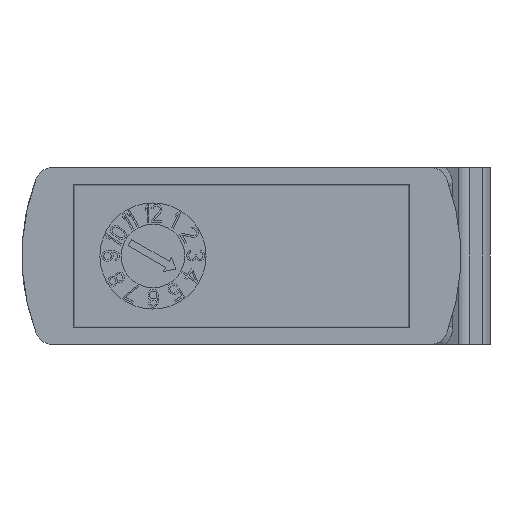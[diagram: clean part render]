
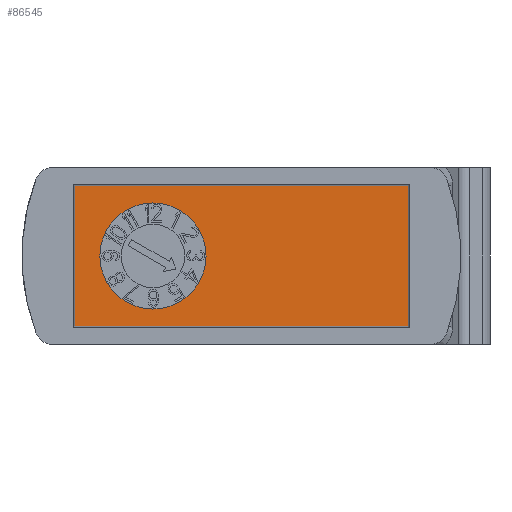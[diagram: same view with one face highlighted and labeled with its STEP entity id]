
A CAD part, front view. The second image highlights one B-rep face of the part: STEP entity #86545.
In plain terms, the highlighted planar face has unit normal (0, -1, 0).
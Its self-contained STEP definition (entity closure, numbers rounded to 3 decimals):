
#30853=DIRECTION('',(0.,0.,-1.));
#30854=VECTOR('',#30853,7.95);
#30855=CARTESIAN_POINT('',(-9.425,0.8,3.975));
#30856=LINE('',#30855,#30854);
#30857=DIRECTION('',(-1.,0.,0.));
#30858=VECTOR('',#30857,18.85);
#30859=CARTESIAN_POINT('',(9.425,0.8,3.975));
#30860=LINE('',#30859,#30858);
#30861=DIRECTION('',(0.,0.,-1.));
#30862=VECTOR('',#30861,7.95);
#30863=CARTESIAN_POINT('',(9.425,0.8,3.975));
#30864=LINE('',#30863,#30862);
#30865=DIRECTION('',(-1.,0.,0.));
#30866=VECTOR('',#30865,18.85);
#30867=CARTESIAN_POINT('',(9.425,0.8,-3.975));
#30868=LINE('',#30867,#30866);
#30869=CARTESIAN_POINT('',(-5.,0.8,0.));
#30870=DIRECTION('',(0.,1.,0.));
#30871=DIRECTION('',(-1.,0.,0.));
#30872=AXIS2_PLACEMENT_3D('',#30869,#30870,#30871);
#30874=CARTESIAN_POINT('',(-5.,0.8,0.));
#30875=DIRECTION('',(0.,1.,0.));
#30876=DIRECTION('',(1.,0.,0.));
#30877=AXIS2_PLACEMENT_3D('',#30874,#30875,#30876);
#36509=CARTESIAN_POINT('',(-9.425,0.8,3.975));
#36510=CARTESIAN_POINT('',(-9.425,0.8,-3.975));
#36511=VERTEX_POINT('',#36509);
#36512=VERTEX_POINT('',#36510);
#36513=CARTESIAN_POINT('',(9.425,0.8,3.975));
#36514=CARTESIAN_POINT('',(9.425,0.8,-3.975));
#36515=VERTEX_POINT('',#36513);
#36516=VERTEX_POINT('',#36514);
#36521=CARTESIAN_POINT('',(-8.,0.8,0.));
#36522=CARTESIAN_POINT('',(-2.,0.8,0.));
#36523=VERTEX_POINT('',#36521);
#36524=VERTEX_POINT('',#36522);
#86528=CARTESIAN_POINT('',(0.,0.8,0.));
#86529=DIRECTION('',(0.,-1.,0.));
#86530=DIRECTION('',(-1.,0.,0.));
#86531=AXIS2_PLACEMENT_3D('',#86528,#86529,#86530);
#86532=PLANE('',#86531);
#86533=ORIENTED_EDGE('',*,*,#86494,.F.);
#86534=ORIENTED_EDGE('',*,*,#86510,.F.);
#86535=ORIENTED_EDGE('',*,*,#86521,.T.);
#86536=ORIENTED_EDGE('',*,*,#86479,.T.);
#86537=EDGE_LOOP('',(#86533,#86534,#86535,#86536));
#86538=FACE_OUTER_BOUND('',#86537,.F.);
#86540=ORIENTED_EDGE('',*,*,#86539,.F.);
#86542=ORIENTED_EDGE('',*,*,#86541,.F.);
#86543=EDGE_LOOP('',(#86540,#86542));
#86544=FACE_BOUND('',#86543,.F.);
#86545=ADVANCED_FACE('',(#86538,#86544),#86532,.T.);
#30873=CIRCLE('',#30872,3.);
#30878=CIRCLE('',#30877,3.);
#86479=EDGE_CURVE('',#36516,#36512,#30868,.T.);
#86494=EDGE_CURVE('',#36511,#36512,#30856,.T.);
#86510=EDGE_CURVE('',#36515,#36511,#30860,.T.);
#86521=EDGE_CURVE('',#36515,#36516,#30864,.T.);
#86539=EDGE_CURVE('',#36523,#36524,#30873,.T.);
#86541=EDGE_CURVE('',#36524,#36523,#30878,.T.);
